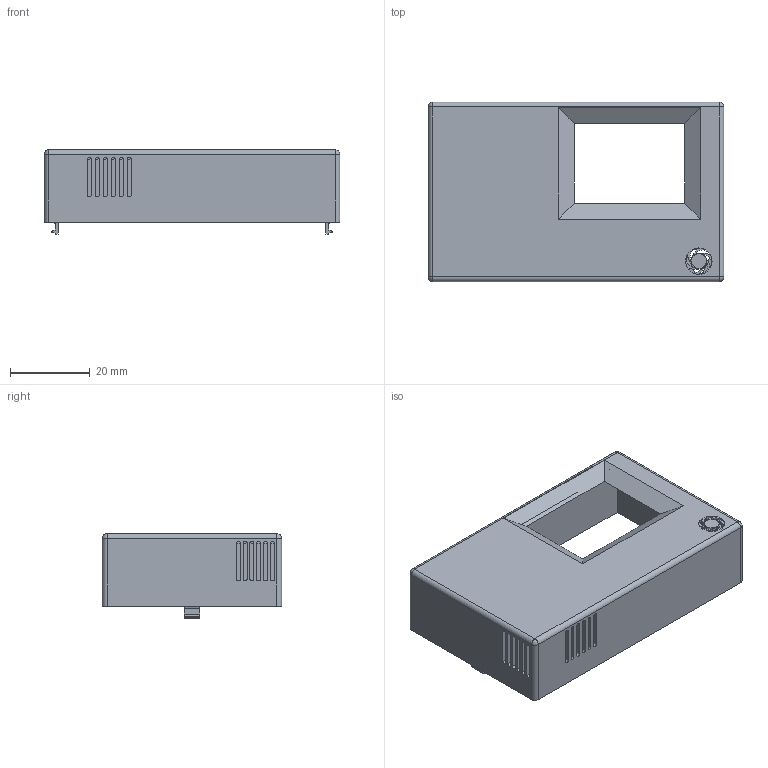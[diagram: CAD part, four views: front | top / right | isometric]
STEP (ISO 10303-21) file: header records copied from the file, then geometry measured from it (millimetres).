
FILE_DESCRIPTION(('FreeCAD Model'),'2;1');
FILE_NAME('Open CASCADE Shape Model','2023-08-09T13:30:04',(''),(''), 'Open CASCADE STEP processor 7.6','FreeCAD','Unknown');
FILE_SCHEMA(('AUTOMOTIVE_DESIGN { 1 0 10303 214 1 1 1 1 }'));
Length unit declared in the file: millimetre
Products named in the file (4): CO2Sensor; Case; ClipV2; MaleClip001
Assembly tree (4 placements, depth 3):
  CO2Sensor
    Case
    ClipV2  x2
      MaleClip001
Bounding box: 74 x 44.95 x 21.1 mm (x, y, z)
Volume: 11044.3 mm3; surface area: 15688.3 mm2
Topology: 3 solids, 3 shells, 251 faces, 680 edges, 429 vertices
Faces by surface type: plane 155, cylinder 92, sphere 4
Full cylindrical faces by diameter (mm): 2.9 x10, 4 x5, 5 x2, 5.25 x2, 6 x1, 6.6 x1
Entity records: 16165 total; most frequent: CARTESIAN_POINT 3095, DIRECTION 2527, LINE 1515, VECTOR 1515, ORIENTED_EDGE 1280, PCURVE 1280, DEFINITIONAL_REPRESENTATION 1280, EDGE_CURVE 640
